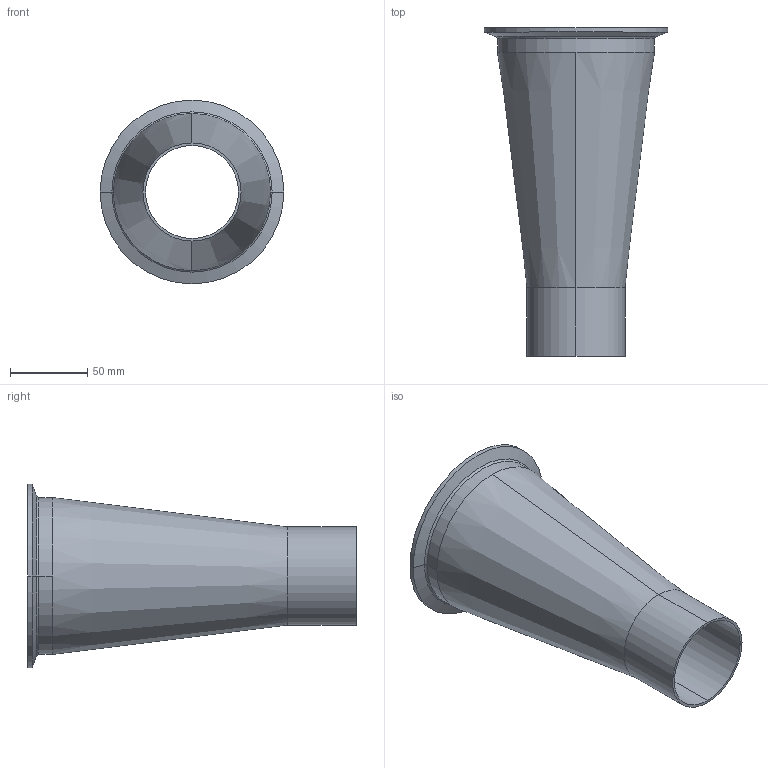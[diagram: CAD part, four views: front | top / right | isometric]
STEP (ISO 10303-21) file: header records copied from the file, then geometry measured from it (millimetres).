
FILE_DESCRIPTION (( 'STEP AP214' ), '1' );
FILE_NAME ('DT26C 101.6x63.5 B.STEP', '2014-03-18T07:51:50', ( '' ), ( '' ), 'SwSTEP 2.0', 'SolidWorks 2013', '' );
FILE_SCHEMA (( 'AUTOMOTIVE_DESIGN' ));
Length unit declared in the file: inch
Products named in the file (3): DT26C 101.6x63.5 B; 26C 101.6; DT26C 101.6x63.5
Assembly tree (2 placements, depth 2):
  DT26C 101.6x63.5 B
    DT26C 101.6x63.5
    26C 101.6
Bounding box: 118.92 x 212.7 x 118.92 mm (x, y, z)
Volume: 110020 mm3; surface area: 113025.7 mm2
Topology: 2 solids, 2 shells, 35 faces, 70 edges, 40 vertices
Faces by surface type: cone 10, cylinder 10, torus 10, plane 5
Entity records: 1046 total; most frequent: DIRECTION 200, CARTESIAN_POINT 150, ORIENTED_EDGE 140, AXIS2_PLACEMENT_3D 90, EDGE_CURVE 70, CIRCLE 50, EDGE_LOOP 40, VERTEX_POINT 40
